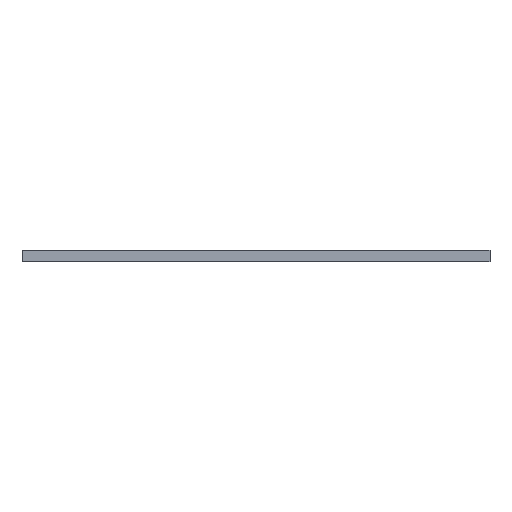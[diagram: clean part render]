
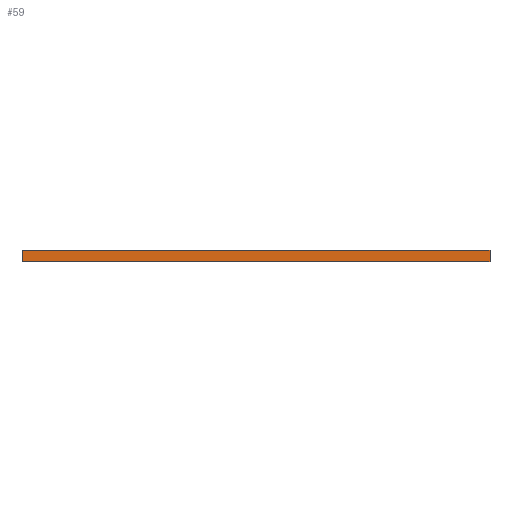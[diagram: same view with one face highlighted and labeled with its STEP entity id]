
A CAD part, left-side view. The second image highlights one B-rep face of the part: STEP entity #59.
In plain terms, the highlighted planar face has unit normal (-1, 0, 0).
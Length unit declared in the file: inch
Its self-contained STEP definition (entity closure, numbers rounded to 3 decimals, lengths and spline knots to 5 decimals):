
#5 = DIRECTION ( 'NONE',  ( 0., -1., 0. ) ) ;
#7 = EDGE_CURVE ( 'NONE', #705, #305, #61, .T. ) ;
#33 = DIRECTION ( 'NONE',  ( 1., 0., 0. ) ) ;
#45 = CARTESIAN_POINT ( 'NONE',  ( -15., 9.9, 0.25 ) ) ;
#59 = ADVANCED_FACE ( 'NONE', ( #404 ), #124, .F. ) ;
#61 = LINE ( 'NONE', #223, #707 ) ;
#65 = ORIENTED_EDGE ( 'NONE', *, *, #191, .T. ) ;
#68 = LINE ( 'NONE', #553, #462 ) ;
#124 = PLANE ( 'NONE',  #443 ) ;
#142 = VECTOR ( 'NONE', #594, 39.37008 ) ;
#191 = EDGE_CURVE ( 'NONE', #380, #305, #68, .T. ) ;
#223 = CARTESIAN_POINT ( 'NONE',  ( -15., 0., 0.25 ) ) ;
#269 = VECTOR ( 'NONE', #664, 39.37008 ) ;
#282 = CARTESIAN_POINT ( 'NONE',  ( -15., 0., 0.25 ) ) ;
#296 = DIRECTION ( 'NONE',  ( 0., 0., -1. ) ) ;
#305 = VERTEX_POINT ( 'NONE', #519 ) ;
#319 = ORIENTED_EDGE ( 'NONE', *, *, #466, .T. ) ;
#331 = LINE ( 'NONE', #400, #269 ) ;
#380 = VERTEX_POINT ( 'NONE', #469 ) ;
#381 = CARTESIAN_POINT ( 'NONE',  ( -15., 9.9, 0.25 ) ) ;
#400 = CARTESIAN_POINT ( 'NONE',  ( -15., 0., 0.25 ) ) ;
#404 = FACE_OUTER_BOUND ( 'NONE', #583, .T. ) ;
#436 = DIRECTION ( 'NONE',  ( 0., 0., -1. ) ) ;
#443 = AXIS2_PLACEMENT_3D ( 'NONE', #522, #33, #296 ) ;
#462 = VECTOR ( 'NONE', #5, 39.37008 ) ;
#466 = EDGE_CURVE ( 'NONE', #616, #380, #636, .T. ) ;
#469 = CARTESIAN_POINT ( 'NONE',  ( -15., 9.9, 0. ) ) ;
#519 = CARTESIAN_POINT ( 'NONE',  ( -15., 0., 0. ) ) ;
#522 = CARTESIAN_POINT ( 'NONE',  ( -15., 0., 0.25 ) ) ;
#553 = CARTESIAN_POINT ( 'NONE',  ( -15., 0., 0. ) ) ;
#569 = EDGE_CURVE ( 'NONE', #616, #705, #331, .T. ) ;
#583 = EDGE_LOOP ( 'NONE', ( #65, #611, #673, #319 ) ) ;
#594 = DIRECTION ( 'NONE',  ( 0., 0., -1. ) ) ;
#611 = ORIENTED_EDGE ( 'NONE', *, *, #7, .F. ) ;
#616 = VERTEX_POINT ( 'NONE', #381 ) ;
#636 = LINE ( 'NONE', #45, #142 ) ;
#664 = DIRECTION ( 'NONE',  ( 0., -1., 0. ) ) ;
#673 = ORIENTED_EDGE ( 'NONE', *, *, #569, .F. ) ;
#705 = VERTEX_POINT ( 'NONE', #282 ) ;
#707 = VECTOR ( 'NONE', #436, 39.37008 ) ;
